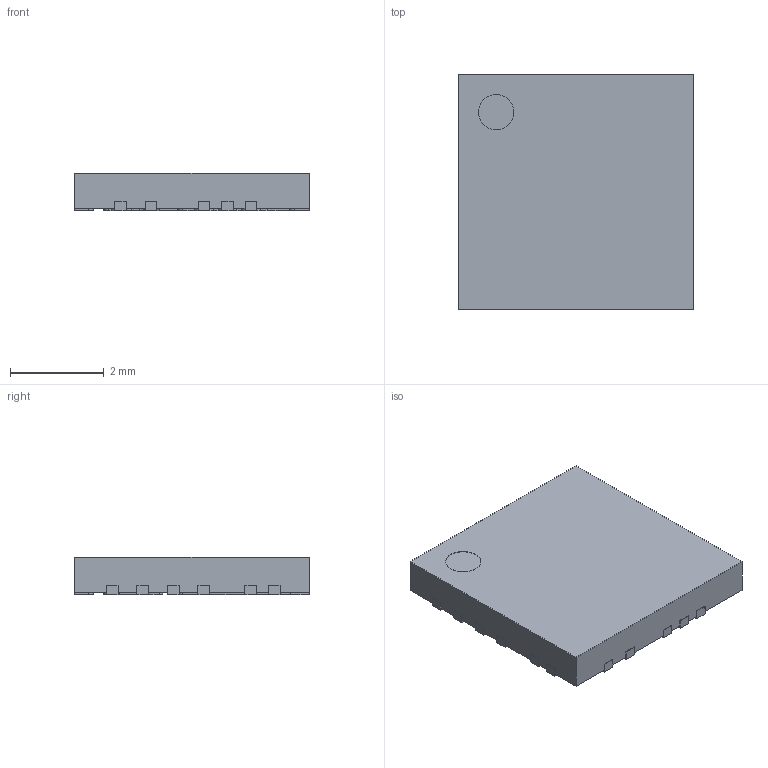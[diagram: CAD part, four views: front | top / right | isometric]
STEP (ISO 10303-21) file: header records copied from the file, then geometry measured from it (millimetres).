
FILE_DESCRIPTION(/* description */ (''),/* implementation_level */ '2;1');
FILE_NAME(/* name */ 'Vishay PowerPAK MLP27-55 BWL.step',/* time_stamp */ '2026-02-16T00:38:38Z',/* author */ (''),/* organization */ (''),/* preprocessor_version */ 'ST-DEVELOPER v20.1',/* originating_system */ 'Autodesk Translation Framework v14.24.0.0',/* authorisation */ '');
FILE_SCHEMA (('AUTOMOTIVE_DESIGN { 1 0 10303 214 3 1 1 }'));
Length unit declared in the file: millimetre
Products named in the file (1): Vishay PowerPAK MLP27-55 BWL
Bounding box: 5.02 x 5.02 x 0.8 mm (x, y, z)
Volume: 19.4 mm3; surface area: 68 mm2
Topology: 1 solids, 1 shells, 248 faces, 728 edges, 484 vertices
Faces by surface type: plane 193, cylinder 55
Full cylindrical faces by diameter (mm): 0.75 x1
Entity records: 8433 total; most frequent: CARTESIAN_POINT 1461, ORIENTED_EDGE 1456, DIRECTION 1336, EDGE_CURVE 728, LINE 618, VECTOR 618, VERTEX_POINT 484, AXIS2_PLACEMENT_3D 359
